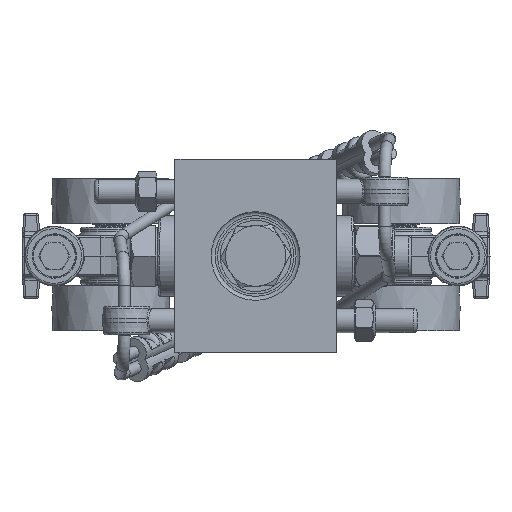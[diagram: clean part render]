
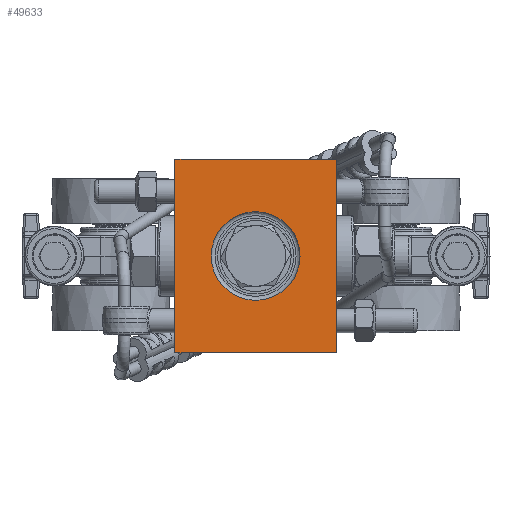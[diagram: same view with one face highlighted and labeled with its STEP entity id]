
A CAD part, front view. The second image highlights one B-rep face of the part: STEP entity #49633.
In plain terms, the highlighted face is planar.
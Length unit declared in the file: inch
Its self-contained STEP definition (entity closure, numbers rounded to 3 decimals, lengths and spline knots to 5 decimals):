
#49329=CARTESIAN_POINT('',(1.35932,-1.12844,0.875));
#49330=VERTEX_POINT('',#49329);
#49331=CARTESIAN_POINT('',(0.67182,-1.12844,0.875));
#49332=DIRECTION('',(0.0,0.0,-1.0));
#49333=DIRECTION('',(1.0,0.0,0.0));
#49334=AXIS2_PLACEMENT_3D('',#49331,#49332,#49333);
#49335=CIRCLE('',#49334,0.6875);
#49336=EDGE_CURVE('',#49330,#49330,#49335,.T.);
#49488=CARTESIAN_POINT('',(1.92182,0.37156,0.875));
#49489=VERTEX_POINT('',#49488);
#49490=CARTESIAN_POINT('',(1.92182,-2.62844,0.875));
#49491=VERTEX_POINT('',#49490);
#49492=CARTESIAN_POINT('',(1.92182,0.37156,0.875));
#49493=DIRECTION('',(0.0,-1.0,0.0));
#49494=VECTOR('',#49493,3.);
#49495=LINE('',#49492,#49494);
#49496=EDGE_CURVE('',#49489,#49491,#49495,.T.);
#49534=CARTESIAN_POINT('',(-0.57818,-2.62844,0.875));
#49535=VERTEX_POINT('',#49534);
#49536=CARTESIAN_POINT('',(1.92182,-2.62844,0.875));
#49537=DIRECTION('',(-1.0,0.0,0.0));
#49538=VECTOR('',#49537,2.5);
#49539=LINE('',#49536,#49538);
#49540=EDGE_CURVE('',#49491,#49535,#49539,.T.);
#49565=CARTESIAN_POINT('',(-0.57818,0.37156,0.875));
#49566=VERTEX_POINT('',#49565);
#49567=CARTESIAN_POINT('',(-0.57818,-2.62844,0.875));
#49568=DIRECTION('',(0.0,1.0,0.0));
#49569=VECTOR('',#49568,3.);
#49570=LINE('',#49567,#49569);
#49571=EDGE_CURVE('',#49535,#49566,#49570,.T.);
#49602=CARTESIAN_POINT('',(-0.57818,0.37156,0.875));
#49603=DIRECTION('',(1.0,0.0,0.0));
#49604=VECTOR('',#49603,2.5);
#49605=LINE('',#49602,#49604);
#49606=EDGE_CURVE('',#49566,#49489,#49605,.T.);
#49619=CARTESIAN_POINT('',(0.67182,-1.12844,0.875));
#49620=DIRECTION('',(0.0,0.0,1.0));
#49621=DIRECTION('',(1.0,0.0,0.0));
#49622=AXIS2_PLACEMENT_3D('',#49619,#49620,#49621);
#49623=PLANE('',#49622);
#49624=ORIENTED_EDGE('',*,*,#49496,.F.);
#49625=ORIENTED_EDGE('',*,*,#49606,.F.);
#49626=ORIENTED_EDGE('',*,*,#49571,.F.);
#49627=ORIENTED_EDGE('',*,*,#49540,.F.);
#49628=EDGE_LOOP('',(#49624,#49625,#49626,#49627));
#49629=FACE_OUTER_BOUND('',#49628,.T.);
#49630=ORIENTED_EDGE('',*,*,#49336,.T.);
#49631=EDGE_LOOP('',(#49630));
#49632=FACE_BOUND('',#49631,.T.);
#49633=ADVANCED_FACE('',(#49629,#49632),#49623,.T.);
